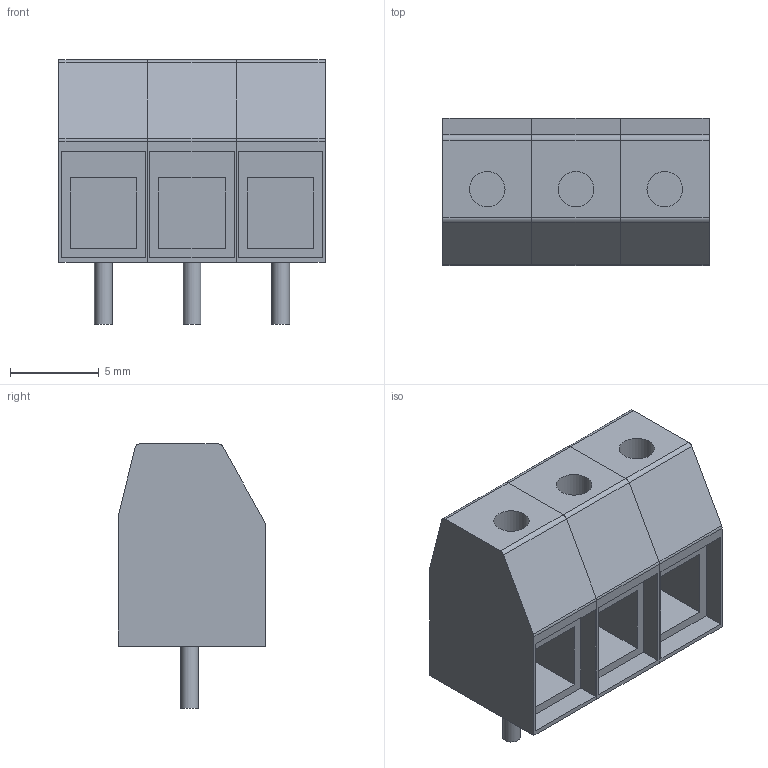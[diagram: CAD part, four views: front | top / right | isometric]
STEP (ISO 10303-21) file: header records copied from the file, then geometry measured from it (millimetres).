
FILE_DESCRIPTION(/* description */ (''),/* implementation_level */ '2;1');
FILE_NAME(/* name */ 'phoenix_pt-1.5-3.step',/* time_stamp */ '2018-09-12T00:45:53+01:00',/* author */ ('cylindric'),/* organization */ (''),/* preprocessor_version */ 'ST-DEVELOPER v17.2',/* originating_system */ 'Autodesk Translation Framework v7.6.0.251',/* authorisation */ '');
FILE_SCHEMA (('AUTOMOTIVE_DESIGN { 1 0 10303 214 3 1 1 }'));
Length unit declared in the file: millimetre
Products named in the file (6): phoenix_pt-1.5; phoenix_pt-1.5_1; single_conn; single_conn_1; single_conn_2; Cage
Assembly tree (7 placements, depth 4):
  phoenix_pt-1.5
    phoenix_pt-1.5_1
      single_conn
        Cage
      single_conn_1
        Cage
      single_conn_2
        Cage
Bounding box: 15 x 8.3 x 14.9 mm (x, y, z)
Volume: 842.7 mm3; surface area: 2293.1 mm2
Topology: 9 solids, 9 shells, 93 faces, 216 edges, 144 vertices
Faces by surface type: plane 75, cylinder 18
Full cylindrical faces by diameter (mm): 1 x3, 2 x3
Entity records: 2237 total; most frequent: DIRECTION 376, CARTESIAN_POINT 366, ORIENTED_EDGE 336, EDGE_CURVE 168, LINE 132, VECTOR 132, AXIS2_PLACEMENT_3D 122, VERTEX_POINT 112
